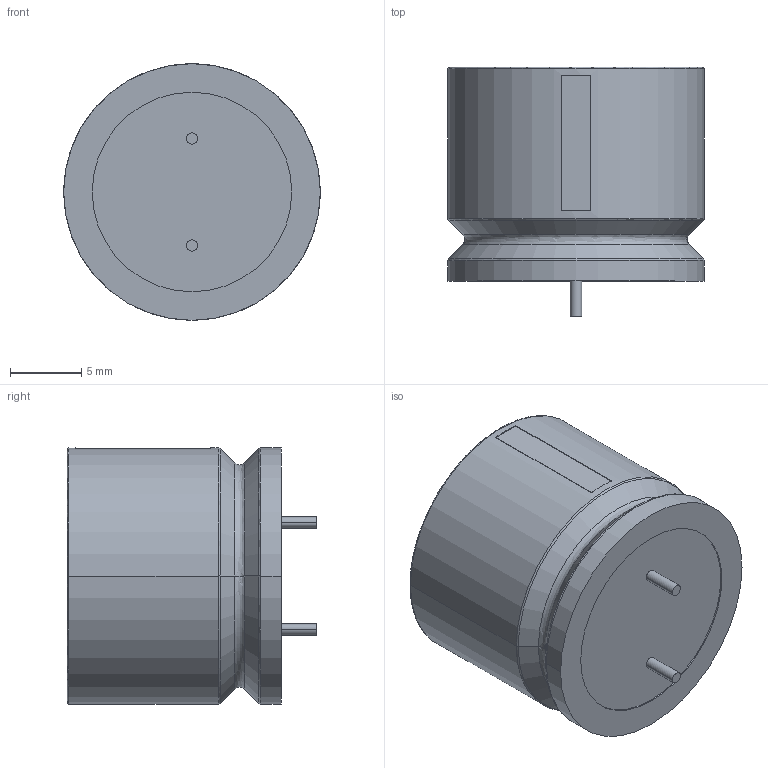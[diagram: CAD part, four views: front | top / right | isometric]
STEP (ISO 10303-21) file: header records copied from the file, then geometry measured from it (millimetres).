
FILE_DESCRIPTION (( 'STEP AP214' ), '1' );
FILE_NAME ('User Library-HE Series 18X15.STEP', '2010-07-18T03:56:14', ( 'SysAdmin' ), ( 'SolidWorks' ), 'SwSTEP 2.0', 'SolidWorks 2010', '' );
FILE_SCHEMA (( 'AUTOMOTIVE_DESIGN' ));
Length unit declared in the file: millimetre
Products named in the file (1): User Library-HE Series 18X15
Bounding box: 18 x 17.5 x 18 mm (x, y, z)
Volume: 3682.3 mm3; surface area: 1412.3 mm2
Topology: 1 solids, 1 shells, 37 faces, 74 edges, 44 vertices
Faces by surface type: bspline 12, plane 11, cylinder 10, cone 4
Entity records: 1711 total; most frequent: CARTESIAN_POINT 526, DIRECTION 164, ORIENTED_EDGE 148, EDGE_CURVE 74, AXIS2_PLACEMENT_3D 70, VERTEX_POINT 44, CIRCLE 44, EDGE_LOOP 42
